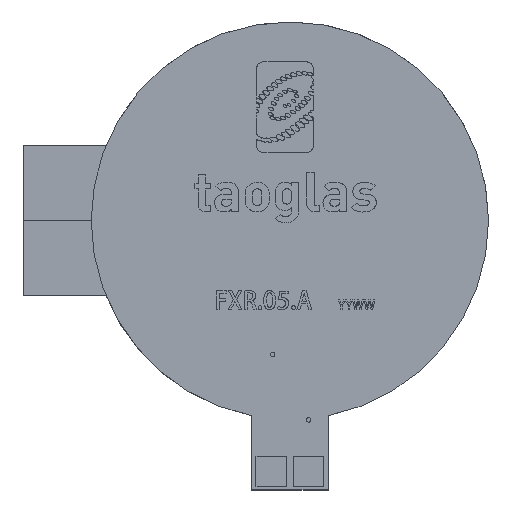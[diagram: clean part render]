
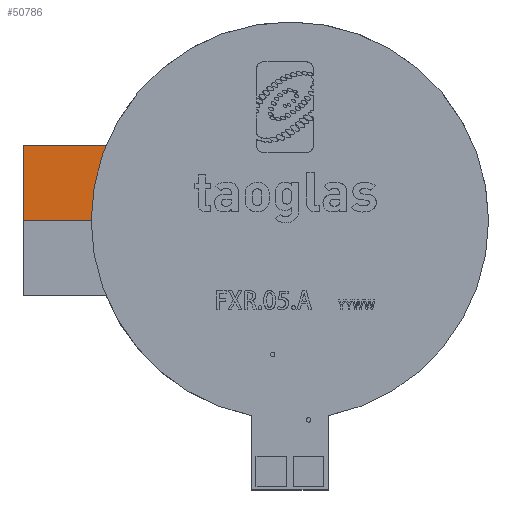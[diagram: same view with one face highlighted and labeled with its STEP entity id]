
A CAD part, top view. The second image highlights one B-rep face of the part: STEP entity #50786.
In plain terms, the highlighted planar face has unit normal (0, 0, 1).
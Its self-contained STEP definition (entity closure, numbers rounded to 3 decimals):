
#1847 = VECTOR ( 'NONE', #57043, 1000. ) ;
#4028 = AXIS2_PLACEMENT_3D ( 'NONE', #8620, #45255, #45485 ) ;
#6405 = DIRECTION ( 'NONE',  ( 1., 0., 0. ) ) ;
#6702 = AXIS2_PLACEMENT_3D ( 'NONE', #16800, #42336, #6405 ) ;
#7373 = ORIENTED_EDGE ( 'NONE', *, *, #43820, .T. ) ;
#8396 = LINE ( 'NONE', #20615, #1847 ) ;
#8620 = CARTESIAN_POINT ( 'NONE',  ( 0., 13.95, 0. ) ) ;
#8942 = LINE ( 'NONE', #58723, #12938 ) ;
#10779 = ORIENTED_EDGE ( 'NONE', *, *, #47243, .T. ) ;
#12057 = EDGE_CURVE ( 'NONE', #56637, #67385, #42362, .T. ) ;
#12229 = VECTOR ( 'NONE', #61979, 1000. ) ;
#12938 = VECTOR ( 'NONE', #17711, 1000. ) ;
#13356 = VERTEX_POINT ( 'NONE', #59689 ) ;
#16800 = CARTESIAN_POINT ( 'NONE',  ( 0., 0., 0. ) ) ;
#17711 = DIRECTION ( 'NONE',  ( 0., -1., 0. ) ) ;
#20615 = CARTESIAN_POINT ( 'NONE',  ( 0., 18.95, 0. ) ) ;
#27099 = CARTESIAN_POINT ( 'NONE',  ( -17.7, 13.95, 0. ) ) ;
#29106 = CIRCLE ( 'NONE', #4028, 13.2 ) ;
#29531 = EDGE_CURVE ( 'NONE', #67385, #57995, #29106, .T. ) ;
#41956 = FACE_OUTER_BOUND ( 'NONE', #51333, .T. ) ;
#42336 = DIRECTION ( 'NONE',  ( 0., 0., 1. ) ) ;
#42362 = LINE ( 'NONE', #51488, #12229 ) ;
#43820 = EDGE_CURVE ( 'NONE', #57995, #13356, #8396, .T. ) ;
#45255 = DIRECTION ( 'NONE',  ( 0., 0., 1. ) ) ;
#45485 = DIRECTION ( 'NONE',  ( 1., 0., 0. ) ) ;
#47243 = EDGE_CURVE ( 'NONE', #13356, #56637, #8942, .T. ) ;
#50786 = ADVANCED_FACE ( 'NONE', ( #41956 ), #52363, .T. ) ;
#51333 = EDGE_LOOP ( 'NONE', ( #7373, #10779, #60249, #58388 ) ) ;
#51488 = CARTESIAN_POINT ( 'NONE',  ( 0., 13.95, 0. ) ) ;
#52049 = CARTESIAN_POINT ( 'NONE',  ( -12.216, 18.95, 0. ) ) ;
#52192 = CARTESIAN_POINT ( 'NONE',  ( 13.2, 13.95, 0. ) ) ;
#52363 = PLANE ( 'NONE',  #6702 ) ;
#56637 = VERTEX_POINT ( 'NONE', #27099 ) ;
#57043 = DIRECTION ( 'NONE',  ( -1., 0., 0. ) ) ;
#57995 = VERTEX_POINT ( 'NONE', #52049 ) ;
#58388 = ORIENTED_EDGE ( 'NONE', *, *, #29531, .T. ) ;
#58723 = CARTESIAN_POINT ( 'NONE',  ( -17.7, 0., 0. ) ) ;
#59689 = CARTESIAN_POINT ( 'NONE',  ( -17.7, 18.95, 0. ) ) ;
#60249 = ORIENTED_EDGE ( 'NONE', *, *, #12057, .T. ) ;
#61979 = DIRECTION ( 'NONE',  ( 1., 0., 0. ) ) ;
#67385 = VERTEX_POINT ( 'NONE', #52192 ) ;
